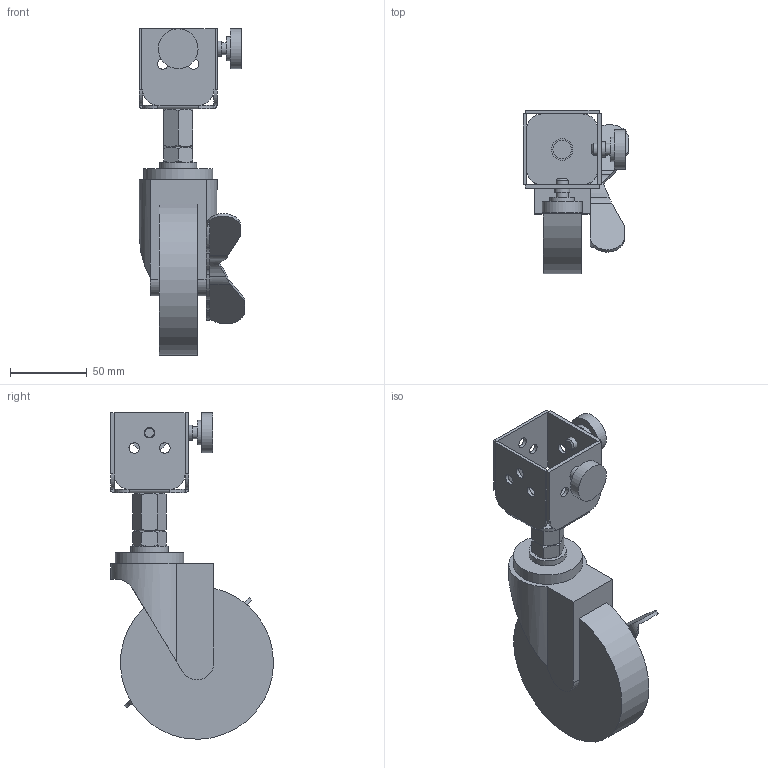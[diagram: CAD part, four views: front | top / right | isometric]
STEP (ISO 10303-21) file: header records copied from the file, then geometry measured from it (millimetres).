
FILE_DESCRIPTION(/* description */ (''),/* implementation_level */ '2;1');
FILE_NAME(/* name */ 'キャスターベースAssy 45角用(φ100).stp',/* time_stamp */ '2022-09-28T16:37:33+09:00',/* author */ ('sah_deepak'),/* organization */ (''),/* preprocessor_version */ 'ST-DEVELOPER v18.1',/* originating_system */ 'Autodesk Inventor 2021',/* authorisation */ '');
FILE_SCHEMA (('AUTOMOTIVE_DESIGN { 1 0 10303 214 3 1 1 }'));
Length unit declared in the file: millimetre
Products named in the file (6): K012-795; K012-796; M12×25; JIS B 1181 - HN - Class 2 Finished M12; st_100rhs_m12_35; K0019075-サムスクリューM8×20
Assembly tree (6 placements, depth 2):
  K012-795
    K012-796
    M12×25
    JIS B 1181 - HN - Class 2 Finished M12
    st_100rhs_m12_35
    K0019075-サムスクリューM8×20  x2
Bounding box: 69.1 x 106.49 x 213.29 mm (x, y, z)
Volume: 340437.2 mm3; surface area: 72989.1 mm2
Topology: 6 solids, 6 shells, 191 faces, 462 edges, 292 vertices
Faces by surface type: plane 97, cylinder 74, cone 20
Full cylindrical faces by diameter (mm): 6.647 x2, 6.9 x10, 8 x2, 10 x2, 10.106 x2, 12 x1, 14 x1, 16 x2, 24.25 x1, 26 x2, 45 x1
Entity records: 5705 total; most frequent: CARTESIAN_POINT 1047, DIRECTION 969, ORIENTED_EDGE 900, EDGE_CURVE 450, AXIS2_PLACEMENT_3D 364, VERTEX_POINT 284, LINE 241, VECTOR 241
